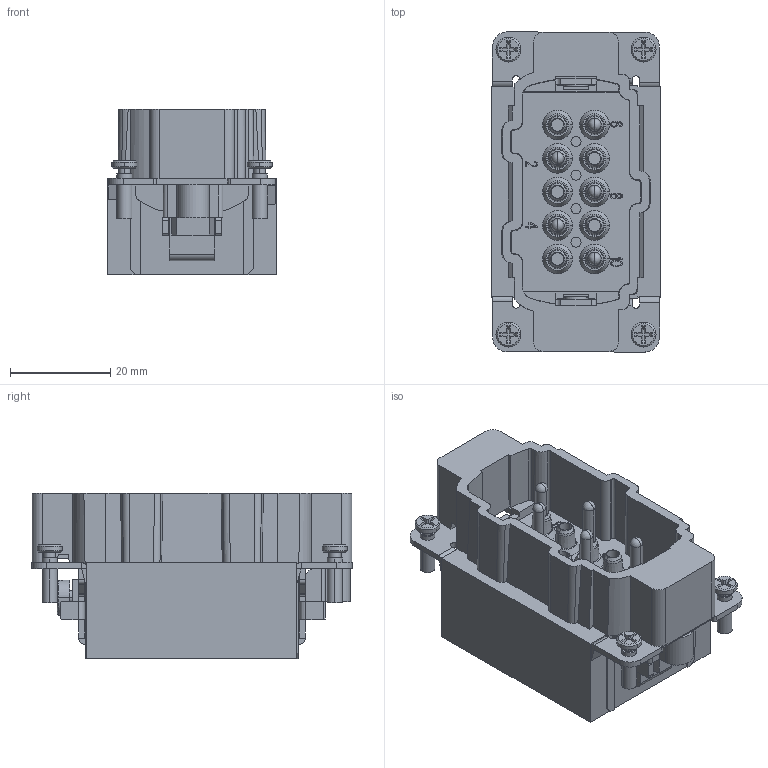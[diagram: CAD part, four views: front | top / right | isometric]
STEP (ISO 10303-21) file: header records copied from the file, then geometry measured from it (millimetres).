
FILE_DESCRIPTION((''),'2;1');
FILE_NAME('PRT0001','2017-08-03T',('tl.yang'),(''),'PRO/ENGINEER BY PARAMETRIC TECHNOLOGY CORPORATION, 2011500','PRO/ENGINEER BY PARAMETRIC TECHNOLOGY CORPORATION, 2011500','');
FILE_SCHEMA(('CONFIG_CONTROL_DESIGN'));
Length unit declared in the file: millimetre
Products named in the file (1): PRT0001
Bounding box: 33.9 x 64.03 x 33.1 mm (x, y, z)
Volume: 36550.5 mm3; surface area: 16677.9 mm2
Topology: 1 solids, 12 shells, 1459 faces, 3869 edges, 2506 vertices
Faces by surface type: plane 987, cylinder 282, cone 114, bspline 64, sphere 10, torus 2
Entity records: 46870 total; most frequent: CARTESIAN_POINT 10598, ORIENTED_EDGE 7718, DIRECTION 7159, EDGE_CURVE 3859, VECTOR 2903, LINE 2903, VERTEX_POINT 2506, AXIS2_PLACEMENT_3D 2128
